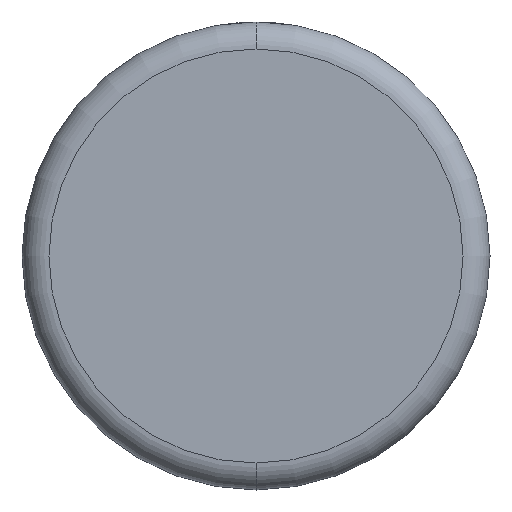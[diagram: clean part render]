
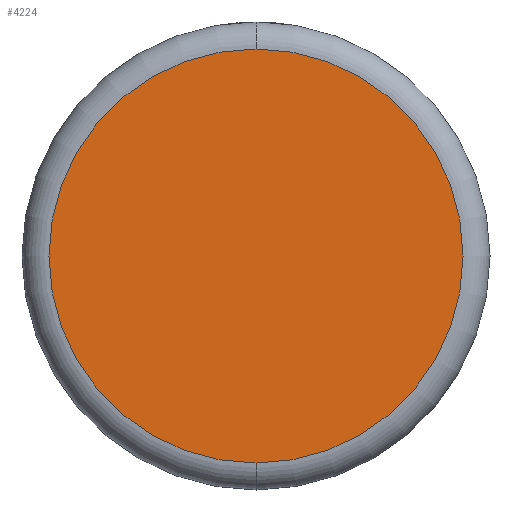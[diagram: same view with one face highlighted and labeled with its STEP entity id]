
A CAD part, front view. The second image highlights one B-rep face of the part: STEP entity #4224.
In plain terms, the highlighted planar face has unit normal (0, -1, 0).
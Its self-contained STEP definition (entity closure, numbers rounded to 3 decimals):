
#166 = DIRECTION ( 'NONE',  ( 0., 0., 1. ) ) ;
#417 = EDGE_CURVE ( 'NONE', #4488, #2312, #3025, .T. ) ;
#507 = CARTESIAN_POINT ( 'NONE',  ( 0., 0., 18.138 ) ) ;
#597 = CARTESIAN_POINT ( 'NONE',  ( 0., 0., 0. ) ) ;
#910 = DIRECTION ( 'NONE',  ( 0., -1., 0. ) ) ;
#1403 = FACE_OUTER_BOUND ( 'NONE', #4135, .T. ) ;
#1807 = ORIENTED_EDGE ( 'NONE', *, *, #3207, .T. ) ;
#1905 = DIRECTION ( 'NONE',  ( 0., -1., 0. ) ) ;
#2000 = AXIS2_PLACEMENT_3D ( 'NONE', #2969, #1905, #4456 ) ;
#2312 = VERTEX_POINT ( 'NONE', #4099 ) ;
#2969 = CARTESIAN_POINT ( 'NONE',  ( 0., 0., 0. ) ) ;
#3025 = CIRCLE ( 'NONE', #4273, 18.138 ) ;
#3207 = EDGE_CURVE ( 'NONE', #2312, #4488, #4210, .T. ) ;
#3474 = DIRECTION ( 'NONE',  ( 0., 0., 1. ) ) ;
#3682 = ORIENTED_EDGE ( 'NONE', *, *, #417, .T. ) ;
#4067 = PLANE ( 'NONE',  #4115 ) ;
#4099 = CARTESIAN_POINT ( 'NONE',  ( 0., 0., -18.138 ) ) ;
#4110 = CARTESIAN_POINT ( 'NONE',  ( 0., 0., 0. ) ) ;
#4115 = AXIS2_PLACEMENT_3D ( 'NONE', #4110, #4121, #166 ) ;
#4121 = DIRECTION ( 'NONE',  ( 0., 1., 0. ) ) ;
#4135 = EDGE_LOOP ( 'NONE', ( #3682, #1807 ) ) ;
#4210 = CIRCLE ( 'NONE', #2000, 18.138 ) ;
#4224 = ADVANCED_FACE ( 'NONE', ( #1403 ), #4067, .F. ) ;
#4273 = AXIS2_PLACEMENT_3D ( 'NONE', #597, #910, #3474 ) ;
#4456 = DIRECTION ( 'NONE',  ( 0., 0., 1. ) ) ;
#4488 = VERTEX_POINT ( 'NONE', #507 ) ;
